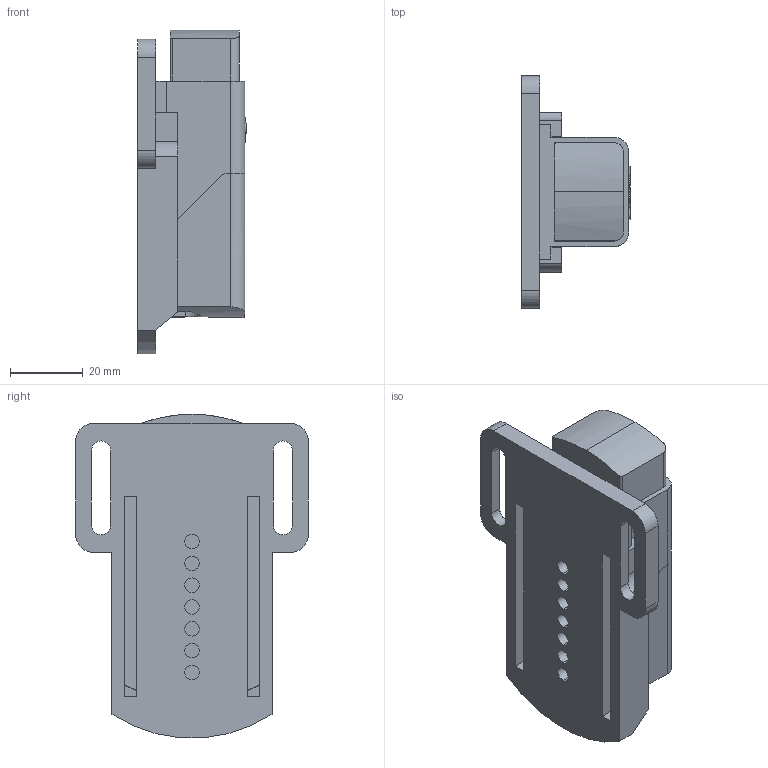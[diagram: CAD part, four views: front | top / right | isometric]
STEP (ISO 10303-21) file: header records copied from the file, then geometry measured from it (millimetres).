
FILE_DESCRIPTION (( 'STEP AP214' ), '1' );
FILE_NAME ('DS 013 part.STEP', '2013-07-04T06:39:53', ( 'Nutzer' ), ( '' ), 'SwSTEP 2.0', 'SolidWorks 2013', '' );
FILE_SCHEMA (( 'AUTOMOTIVE_DESIGN' ));
Length unit declared in the file: millimetre
Products named in the file (1): DS 013 part
Bounding box: 29.95 x 64 x 88.96 mm (x, y, z)
Surface area: 25948.7 mm2 (no closed solid volume)
Topology: 0 solids, 9 shells, 235 faces, 825 edges, 580 vertices
Faces by surface type: plane 150, cylinder 48, bspline 37
Entity records: 11704 total; most frequent: CARTESIAN_POINT 2338, ORIENTED_EDGE 1361, DIRECTION 1237, EDGE_CURVE 825, VECTOR 623, LINE 623, VERTEX_POINT 580, AXIS2_PLACEMENT_3D 307
